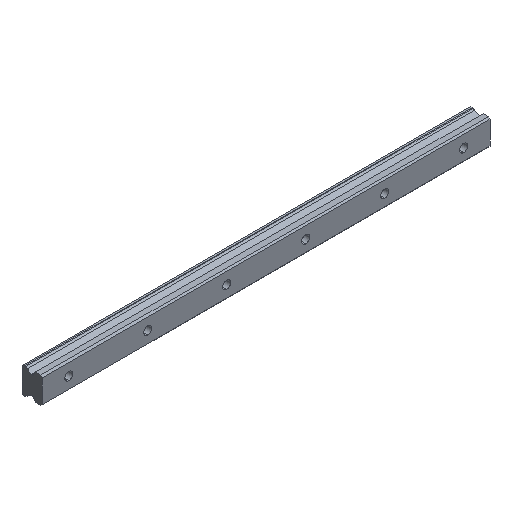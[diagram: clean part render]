
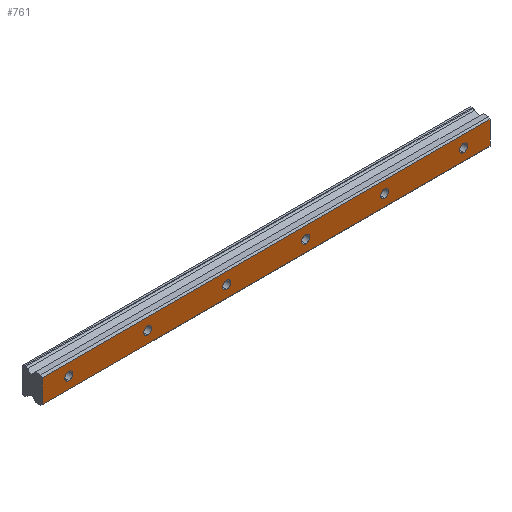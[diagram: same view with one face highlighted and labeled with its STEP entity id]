
A CAD part, isometric view. The second image highlights one B-rep face of the part: STEP entity #761.
In plain terms, the highlighted planar face has unit normal (0, -1, 0).
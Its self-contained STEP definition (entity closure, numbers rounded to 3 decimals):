
#20 = EDGE_CURVE ( 'NONE', #1375, #1054, #364, .T. ) ;
#22 = ORIENTED_EDGE ( 'NONE', *, *, #567, .F. ) ;
#34 = DIRECTION ( 'NONE',  ( 0., -1., 0. ) ) ;
#35 = ORIENTED_EDGE ( 'NONE', *, *, #1285, .F. ) ;
#53 = EDGE_LOOP ( 'NONE', ( #197, #1673 ) ) ;
#55 = DIRECTION ( 'NONE',  ( 0., 0., 1. ) ) ;
#56 = ORIENTED_EDGE ( 'NONE', *, *, #1796, .F. ) ;
#68 = CARTESIAN_POINT ( 'NONE',  ( 120., 0., -3. ) ) ;
#86 = CARTESIAN_POINT ( 'NONE',  ( 320., 0., 8.82 ) ) ;
#87 = EDGE_CURVE ( 'NONE', #362, #236, #131, .T. ) ;
#90 = CARTESIAN_POINT ( 'NONE',  ( 320., 0., -8.82 ) ) ;
#101 = ORIENTED_EDGE ( 'NONE', *, *, #87, .F. ) ;
#128 = VERTEX_POINT ( 'NONE', #1726 ) ;
#131 = CIRCLE ( 'NONE', #1826, 3. ) ;
#148 = CARTESIAN_POINT ( 'NONE',  ( 120., 0., 0. ) ) ;
#172 = CARTESIAN_POINT ( 'NONE',  ( 60., 0., 0. ) ) ;
#173 = CARTESIAN_POINT ( 'NONE',  ( 300., 0., 0. ) ) ;
#189 = CARTESIAN_POINT ( 'NONE',  ( 320., 0., 8.82 ) ) ;
#191 = CARTESIAN_POINT ( 'NONE',  ( 180., 0., -3. ) ) ;
#197 = ORIENTED_EDGE ( 'NONE', *, *, #1205, .F. ) ;
#218 = EDGE_CURVE ( 'NONE', #1218, #955, #854, .T. ) ;
#231 = CARTESIAN_POINT ( 'NONE',  ( 60., 0., 3. ) ) ;
#234 = AXIS2_PLACEMENT_3D ( 'NONE', #870, #34, #1469 ) ;
#236 = VERTEX_POINT ( 'NONE', #755 ) ;
#274 = DIRECTION ( 'NONE',  ( 0., -1., 0. ) ) ;
#279 = EDGE_CURVE ( 'NONE', #587, #636, #1077, .T. ) ;
#304 = CARTESIAN_POINT ( 'NONE',  ( 0., 0., 0. ) ) ;
#305 = VECTOR ( 'NONE', #1436, 1000. ) ;
#317 = DIRECTION ( 'NONE',  ( 0., 0., 1. ) ) ;
#324 = DIRECTION ( 'NONE',  ( 0., 1., 0. ) ) ;
#337 = FACE_OUTER_BOUND ( 'NONE', #695, .T. ) ;
#352 = ORIENTED_EDGE ( 'NONE', *, *, #1101, .F. ) ;
#356 = LINE ( 'NONE', #86, #983 ) ;
#357 = AXIS2_PLACEMENT_3D ( 'NONE', #1082, #762, #498 ) ;
#362 = VERTEX_POINT ( 'NONE', #749 ) ;
#364 = CIRCLE ( 'NONE', #540, 3. ) ;
#367 = VERTEX_POINT ( 'NONE', #191 ) ;
#387 = CARTESIAN_POINT ( 'NONE',  ( -20., 0., 8.82 ) ) ;
#408 = DIRECTION ( 'NONE',  ( 0., 0., 1. ) ) ;
#413 = DIRECTION ( 'NONE',  ( 0., -1., 0. ) ) ;
#443 = DIRECTION ( 'NONE',  ( 0., -1., 0. ) ) ;
#450 = AXIS2_PLACEMENT_3D ( 'NONE', #1296, #1151, #317 ) ;
#455 = EDGE_CURVE ( 'NONE', #466, #128, #646, .T. ) ;
#466 = VERTEX_POINT ( 'NONE', #68 ) ;
#476 = VERTEX_POINT ( 'NONE', #1366 ) ;
#498 = DIRECTION ( 'NONE',  ( 0., 0., 1. ) ) ;
#535 = CARTESIAN_POINT ( 'NONE',  ( 240., 0., 0. ) ) ;
#540 = AXIS2_PLACEMENT_3D ( 'NONE', #535, #1004, #1274 ) ;
#541 = EDGE_LOOP ( 'NONE', ( #1779, #101 ) ) ;
#567 = EDGE_CURVE ( 'NONE', #939, #1218, #1708, .T. ) ;
#587 = VERTEX_POINT ( 'NONE', #668 ) ;
#597 = CARTESIAN_POINT ( 'NONE',  ( 60., 0., 0. ) ) ;
#613 = CARTESIAN_POINT ( 'NONE',  ( 0., 0., 0. ) ) ;
#636 = VERTEX_POINT ( 'NONE', #830 ) ;
#638 = EDGE_CURVE ( 'NONE', #955, #476, #998, .T. ) ;
#646 = CIRCLE ( 'NONE', #357, 3. ) ;
#651 = CIRCLE ( 'NONE', #1750, 3. ) ;
#668 = CARTESIAN_POINT ( 'NONE',  ( 0., 0., -3. ) ) ;
#671 = CARTESIAN_POINT ( 'NONE',  ( 180., 0., 0. ) ) ;
#675 = EDGE_CURVE ( 'NONE', #1054, #1375, #1384, .T. ) ;
#691 = CARTESIAN_POINT ( 'NONE',  ( 320., 0., 8.82 ) ) ;
#695 = EDGE_LOOP ( 'NONE', ( #22, #352, #1149, #898 ) ) ;
#698 = EDGE_LOOP ( 'NONE', ( #56, #811 ) ) ;
#703 = DIRECTION ( 'NONE',  ( 0., 0., 1. ) ) ;
#713 = DIRECTION ( 'NONE',  ( 0., 0., 1. ) ) ;
#725 = DIRECTION ( 'NONE',  ( 0., -1., 0. ) ) ;
#733 = FACE_BOUND ( 'NONE', #541, .T. ) ;
#734 = EDGE_LOOP ( 'NONE', ( #1479, #1560 ) ) ;
#744 = CIRCLE ( 'NONE', #1649, 3. ) ;
#746 = DIRECTION ( 'NONE',  ( 0., 0., 1. ) ) ;
#749 = CARTESIAN_POINT ( 'NONE',  ( 300., 0., -3. ) ) ;
#754 = EDGE_CURVE ( 'NONE', #367, #1338, #1866, .T. ) ;
#755 = CARTESIAN_POINT ( 'NONE',  ( 300., 0., 3. ) ) ;
#761 = ADVANCED_FACE ( 'NONE', ( #337, #1610, #733, #1176, #1758, #1032, #1617 ), #1040, .F. ) ;
#762 = DIRECTION ( 'NONE',  ( 0., -1., 0. ) ) ;
#811 = ORIENTED_EDGE ( 'NONE', *, *, #754, .F. ) ;
#825 = AXIS2_PLACEMENT_3D ( 'NONE', #304, #1735, #55 ) ;
#827 = CIRCLE ( 'NONE', #1502, 3. ) ;
#830 = CARTESIAN_POINT ( 'NONE',  ( 0., 0., 3. ) ) ;
#854 = LINE ( 'NONE', #1846, #1018 ) ;
#867 = DIRECTION ( 'NONE',  ( 0., 0., 1. ) ) ;
#870 = CARTESIAN_POINT ( 'NONE',  ( 180., 0., 0. ) ) ;
#879 = DIRECTION ( 'NONE',  ( 1., 0., 0. ) ) ;
#892 = AXIS2_PLACEMENT_3D ( 'NONE', #148, #1836, #703 ) ;
#898 = ORIENTED_EDGE ( 'NONE', *, *, #218, .F. ) ;
#939 = VERTEX_POINT ( 'NONE', #90 ) ;
#950 = CARTESIAN_POINT ( 'NONE',  ( 240., 0., 3. ) ) ;
#955 = VERTEX_POINT ( 'NONE', #387 ) ;
#983 = VECTOR ( 'NONE', #1371, 1000. ) ;
#985 = CIRCLE ( 'NONE', #1507, 3. ) ;
#988 = DIRECTION ( 'NONE',  ( 0., 0., 1. ) ) ;
#998 = LINE ( 'NONE', #691, #1071 ) ;
#1002 = CARTESIAN_POINT ( 'NONE',  ( 180., 0., 3. ) ) ;
#1004 = DIRECTION ( 'NONE',  ( 0., -1., 0. ) ) ;
#1018 = VECTOR ( 'NONE', #713, 1000. ) ;
#1022 = DIRECTION ( 'NONE',  ( 0., 0., 1. ) ) ;
#1032 = FACE_BOUND ( 'NONE', #53, .T. ) ;
#1040 = PLANE ( 'NONE',  #1290 ) ;
#1041 = VERTEX_POINT ( 'NONE', #231 ) ;
#1054 = VERTEX_POINT ( 'NONE', #1058 ) ;
#1058 = CARTESIAN_POINT ( 'NONE',  ( 240., 0., -3. ) ) ;
#1069 = EDGE_LOOP ( 'NONE', ( #35, #1666 ) ) ;
#1071 = VECTOR ( 'NONE', #879, 1000. ) ;
#1077 = CIRCLE ( 'NONE', #825, 3. ) ;
#1082 = CARTESIAN_POINT ( 'NONE',  ( 120., 0., 0. ) ) ;
#1101 = EDGE_CURVE ( 'NONE', #476, #939, #356, .T. ) ;
#1109 = CARTESIAN_POINT ( 'NONE',  ( 320., 0., -8.82 ) ) ;
#1149 = ORIENTED_EDGE ( 'NONE', *, *, #638, .F. ) ;
#1151 = DIRECTION ( 'NONE',  ( 0., -1., 0. ) ) ;
#1162 = CARTESIAN_POINT ( 'NONE',  ( -20., 0., -8.82 ) ) ;
#1170 = CIRCLE ( 'NONE', #1481, 3. ) ;
#1176 = FACE_BOUND ( 'NONE', #1816, .T. ) ;
#1189 = DIRECTION ( 'NONE',  ( 0., -1., 0. ) ) ;
#1205 = EDGE_CURVE ( 'NONE', #128, #466, #1453, .T. ) ;
#1218 = VERTEX_POINT ( 'NONE', #1162 ) ;
#1274 = DIRECTION ( 'NONE',  ( 0., 0., 1. ) ) ;
#1285 = EDGE_CURVE ( 'NONE', #1041, #1437, #985, .T. ) ;
#1288 = ORIENTED_EDGE ( 'NONE', *, *, #20, .F. ) ;
#1290 = AXIS2_PLACEMENT_3D ( 'NONE', #189, #324, #746 ) ;
#1296 = CARTESIAN_POINT ( 'NONE',  ( 240., 0., 0. ) ) ;
#1300 = DIRECTION ( 'NONE',  ( 0., 0., 1. ) ) ;
#1322 = EDGE_CURVE ( 'NONE', #1437, #1041, #1170, .T. ) ;
#1335 = EDGE_CURVE ( 'NONE', #636, #587, #651, .T. ) ;
#1338 = VERTEX_POINT ( 'NONE', #1002 ) ;
#1366 = CARTESIAN_POINT ( 'NONE',  ( 320., 0., 8.82 ) ) ;
#1371 = DIRECTION ( 'NONE',  ( 0., 0., -1. ) ) ;
#1375 = VERTEX_POINT ( 'NONE', #950 ) ;
#1384 = CIRCLE ( 'NONE', #450, 3. ) ;
#1436 = DIRECTION ( 'NONE',  ( -1., 0., 0. ) ) ;
#1437 = VERTEX_POINT ( 'NONE', #1463 ) ;
#1444 = EDGE_CURVE ( 'NONE', #236, #362, #744, .T. ) ;
#1447 = CARTESIAN_POINT ( 'NONE',  ( 300., 0., 0. ) ) ;
#1453 = CIRCLE ( 'NONE', #892, 3. ) ;
#1463 = CARTESIAN_POINT ( 'NONE',  ( 60., 0., -3. ) ) ;
#1469 = DIRECTION ( 'NONE',  ( 0., 0., 1. ) ) ;
#1479 = ORIENTED_EDGE ( 'NONE', *, *, #1335, .F. ) ;
#1481 = AXIS2_PLACEMENT_3D ( 'NONE', #172, #725, #1022 ) ;
#1502 = AXIS2_PLACEMENT_3D ( 'NONE', #671, #274, #988 ) ;
#1507 = AXIS2_PLACEMENT_3D ( 'NONE', #597, #443, #867 ) ;
#1521 = ORIENTED_EDGE ( 'NONE', *, *, #675, .F. ) ;
#1560 = ORIENTED_EDGE ( 'NONE', *, *, #279, .F. ) ;
#1610 = FACE_BOUND ( 'NONE', #734, .T. ) ;
#1617 = FACE_BOUND ( 'NONE', #1069, .T. ) ;
#1649 = AXIS2_PLACEMENT_3D ( 'NONE', #173, #1697, #408 ) ;
#1666 = ORIENTED_EDGE ( 'NONE', *, *, #1322, .F. ) ;
#1673 = ORIENTED_EDGE ( 'NONE', *, *, #455, .F. ) ;
#1697 = DIRECTION ( 'NONE',  ( 0., -1., 0. ) ) ;
#1708 = LINE ( 'NONE', #1109, #305 ) ;
#1726 = CARTESIAN_POINT ( 'NONE',  ( 120., 0., 3. ) ) ;
#1735 = DIRECTION ( 'NONE',  ( 0., -1., 0. ) ) ;
#1750 = AXIS2_PLACEMENT_3D ( 'NONE', #613, #1189, #1769 ) ;
#1758 = FACE_BOUND ( 'NONE', #698, .T. ) ;
#1769 = DIRECTION ( 'NONE',  ( 0., 0., 1. ) ) ;
#1779 = ORIENTED_EDGE ( 'NONE', *, *, #1444, .F. ) ;
#1796 = EDGE_CURVE ( 'NONE', #1338, #367, #827, .T. ) ;
#1816 = EDGE_LOOP ( 'NONE', ( #1288, #1521 ) ) ;
#1826 = AXIS2_PLACEMENT_3D ( 'NONE', #1447, #413, #1300 ) ;
#1836 = DIRECTION ( 'NONE',  ( 0., -1., 0. ) ) ;
#1846 = CARTESIAN_POINT ( 'NONE',  ( -20., 0., 8.82 ) ) ;
#1866 = CIRCLE ( 'NONE', #234, 3. ) ;
